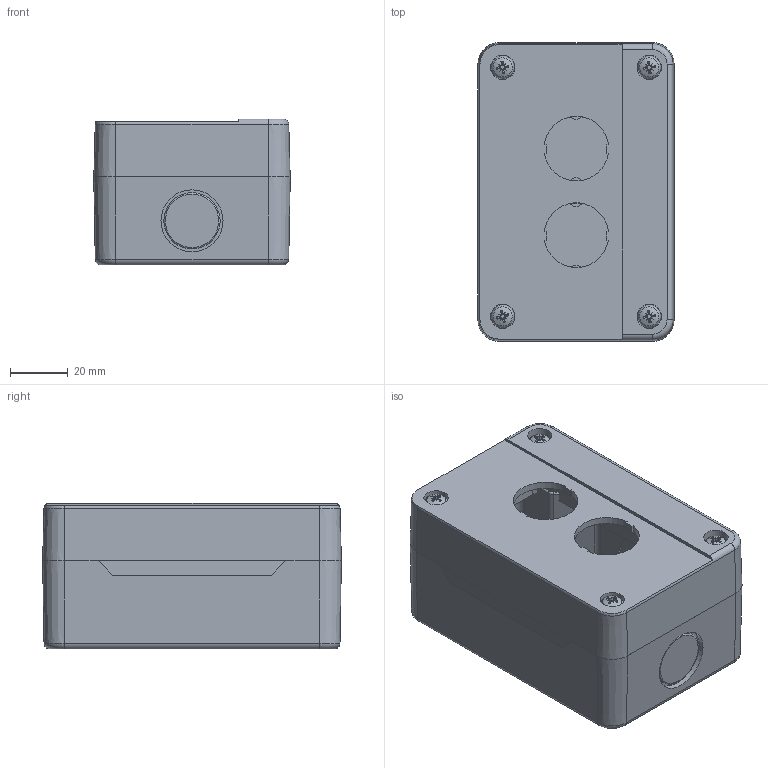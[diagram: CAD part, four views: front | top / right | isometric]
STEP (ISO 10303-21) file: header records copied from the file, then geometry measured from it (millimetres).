
FILE_DESCRIPTION(/* description */ (''),/* implementation_level */ '2;1');
FILE_NAME(/* name */ '4003C11.stp',/* time_stamp */ '2016-07-25T14:21:16-04:00',/* author */ ('CAD Station'),/* organization */ (''),/* preprocessor_version */ 'ST-DEVELOPER v16.1',/* originating_system */ 'Autodesk Inventor 2016',/* authorisation */ '');
FILE_SCHEMA (('AUTOMOTIVE_DESIGN { 1 0 10303 214 3 1 1 }'));
Length unit declared in the file: millimetre
Products named in the file (4): Teknic_enclousure; Teknic_enclousure_back; EN ISO 7045 - M4 x 30 - 4.8 - Z(2); 4003C11
Assembly tree (6 placements, depth 2):
  4003C11
    Teknic_enclousure
    Teknic_enclousure_back
    EN ISO 7045 - M4 x 30 - 4.8 - Z(2)  x4
Bounding box: 68.31 x 103.57 x 50.6 mm (x, y, z)
Volume: 83785.9 mm3; surface area: 96880.4 mm2
Topology: 8 solids, 8 shells, 582 faces, 1508 edges, 972 vertices
Faces by surface type: plane 274, cylinder 170, cone 80, torus 54, sphere 4
Full cylindrical faces by diameter (mm): 1.5 x8, 2.5 x4, 3.621 x4, 4 x4, 4.45 x4, 4.5 x4, 8.45 x4, 8.5 x4, 11.5 x4, 19.5 x2, 20 x2, 21.5 x2
Entity records: 14234 total; most frequent: CARTESIAN_POINT 2710, DIRECTION 2518, ORIENTED_EDGE 2280, EDGE_CURVE 1138, AXIS2_PLACEMENT_3D 958, VERTEX_POINT 762, LINE 602, VECTOR 602
